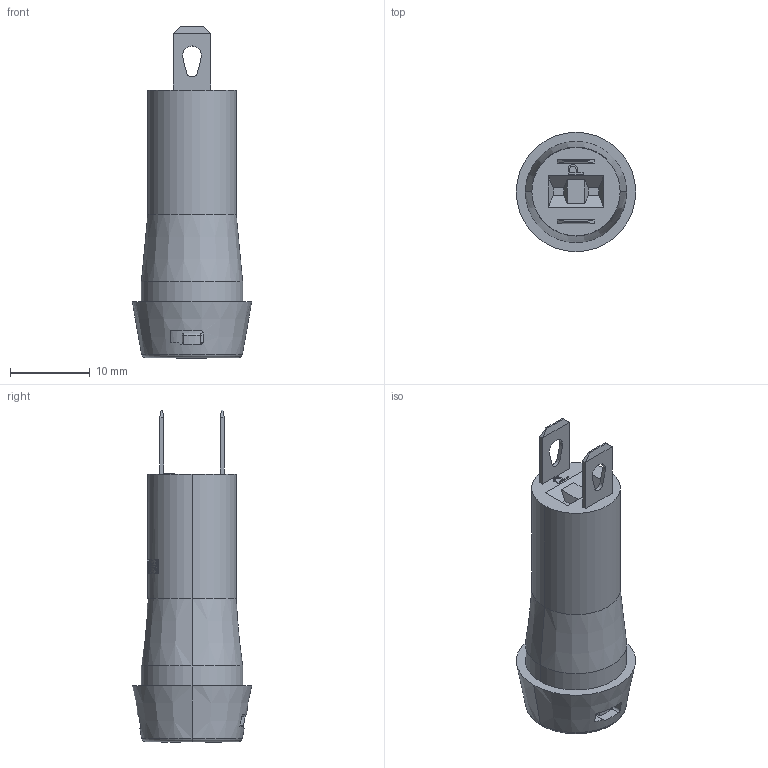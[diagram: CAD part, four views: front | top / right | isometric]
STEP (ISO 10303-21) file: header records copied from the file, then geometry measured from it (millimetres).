
FILE_DESCRIPTION (( 'STEP AP214' ), '1' );
FILE_NAME ('0031.0060.STEP', '2015-07-23T06:55:22', ( '' ), ( '' ), 'SwSTEP 2.0', 'SolidWorks 2012', '' );
FILE_SCHEMA (( 'AUTOMOTIVE_DESIGN' ));
Length unit declared in the file: millimetre
Products named in the file (1): 0031.0060
Bounding box: 15 x 15 x 41.7 mm (x, y, z)
Volume: 3753.7 mm3; surface area: 1918.3 mm2
Topology: 1 solids, 1 shells, 355 faces, 939 edges, 610 vertices
Faces by surface type: plane 177, bspline 92, cylinder 64, torus 8, sphere 8, cone 6
Entity records: 18253 total; most frequent: CARTESIAN_POINT 6137, ORIENTED_EDGE 1878, DIRECTION 1421, EDGE_CURVE 939, VERTEX_POINT 610, VECTOR 545, LINE 545, AXIS2_PLACEMENT_3D 438
